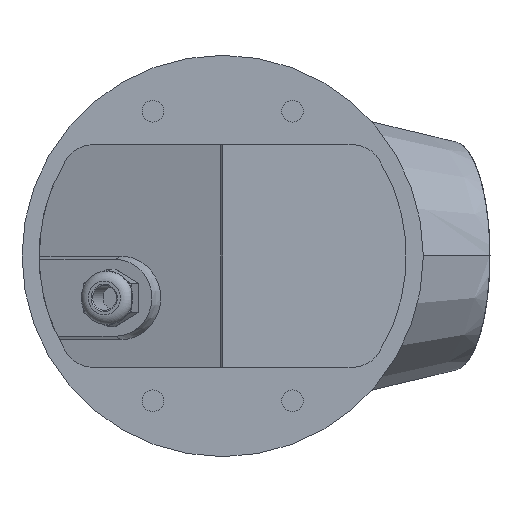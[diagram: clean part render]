
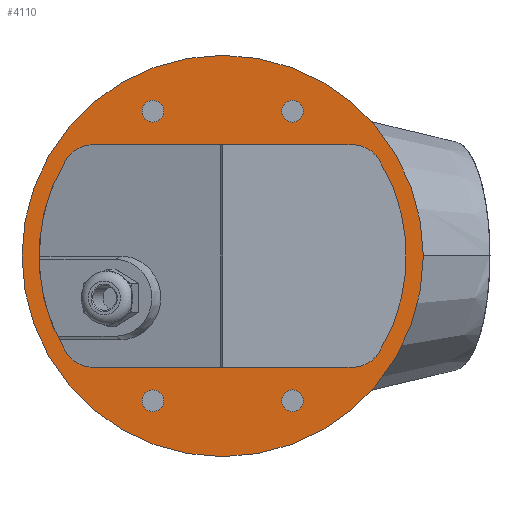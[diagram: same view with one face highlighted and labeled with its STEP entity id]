
A CAD part, left-side view. The second image highlights one B-rep face of the part: STEP entity #4110.
In plain terms, the highlighted planar face has unit normal (-1, 0, 0).
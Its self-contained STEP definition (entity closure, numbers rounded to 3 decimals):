
#3696=LINE('',#22841,#3888);
#3697=LINE('',#22849,#3889);
#3888=VECTOR('',#16371,1.);
#3889=VECTOR('',#16378,1.);
#4110=ADVANCED_FACE('',(#5144,#5145,#5146,#5147,#5148,#5149),#4946,.F.);
#4946=PLANE('',#15366);
#5144=FACE_BOUND('',#5319,.T.);
#5145=FACE_BOUND('',#5320,.T.);
#5146=FACE_BOUND('',#5321,.T.);
#5147=FACE_BOUND('',#5322,.T.);
#5148=FACE_BOUND('',#5323,.T.);
#5149=FACE_BOUND('',#5324,.T.);
#5319=EDGE_LOOP('',(#6457));
#5320=EDGE_LOOP('',(#6458));
#5321=EDGE_LOOP('',(#6459));
#5322=EDGE_LOOP('',(#6460));
#5323=EDGE_LOOP('',(#6461,#6462,#6463,#6464,#6465,#6466,#6467,#6468));
#5324=EDGE_LOOP('',(#6469));
#6457=ORIENTED_EDGE('',*,*,#12613,.T.);
#6458=ORIENTED_EDGE('',*,*,#12619,.T.);
#6459=ORIENTED_EDGE('',*,*,#12617,.T.);
#6460=ORIENTED_EDGE('',*,*,#12615,.T.);
#6461=ORIENTED_EDGE('',*,*,#12608,.T.);
#6462=ORIENTED_EDGE('',*,*,#12620,.T.);
#6463=ORIENTED_EDGE('',*,*,#12621,.T.);
#6464=ORIENTED_EDGE('',*,*,#12622,.T.);
#6465=ORIENTED_EDGE('',*,*,#12623,.T.);
#6466=ORIENTED_EDGE('',*,*,#12624,.T.);
#6467=ORIENTED_EDGE('',*,*,#12605,.T.);
#6468=ORIENTED_EDGE('',*,*,#12599,.T.);
#6469=ORIENTED_EDGE('',*,*,#12625,.F.);
#10997=VERTEX_POINT('',#22795);
#10998=VERTEX_POINT('',#22796);
#11001=VERTEX_POINT('',#22804);
#11004=VERTEX_POINT('',#22812);
#11008=VERTEX_POINT('',#22824);
#11010=VERTEX_POINT('',#22829);
#11012=VERTEX_POINT('',#22834);
#11014=VERTEX_POINT('',#22839);
#11015=VERTEX_POINT('',#22842);
#11016=VERTEX_POINT('',#22844);
#11017=VERTEX_POINT('',#22846);
#11018=VERTEX_POINT('',#22848);
#11019=VERTEX_POINT('',#22851);
#12599=EDGE_CURVE('',#10997,#10998,#14894,.T.);
#12605=EDGE_CURVE('',#11001,#10997,#14897,.T.);
#12608=EDGE_CURVE('',#10998,#11004,#14899,.T.);
#12613=EDGE_CURVE('',#11008,#11008,#14901,.T.);
#12615=EDGE_CURVE('',#11010,#11010,#14903,.T.);
#12617=EDGE_CURVE('',#11012,#11012,#14905,.T.);
#12619=EDGE_CURVE('',#11014,#11014,#14907,.T.);
#12620=EDGE_CURVE('',#11004,#11015,#3696,.T.);
#12621=EDGE_CURVE('',#11015,#11016,#14908,.T.);
#12622=EDGE_CURVE('',#11016,#11017,#14909,.T.);
#12623=EDGE_CURVE('',#11017,#11018,#14910,.T.);
#12624=EDGE_CURVE('',#11018,#11001,#3697,.T.);
#12625=EDGE_CURVE('',#11019,#11019,#14911,.T.);
#14894=CIRCLE('',#15340,52.665);
#14897=CIRCLE('',#15344,9.165);
#14899=CIRCLE('',#15347,9.165);
#14901=CIRCLE('',#15351,3.1);
#14903=CIRCLE('',#15354,3.1);
#14905=CIRCLE('',#15357,3.1);
#14907=CIRCLE('',#15360,3.1);
#14908=CIRCLE('',#15362,9.165);
#14909=CIRCLE('',#15363,52.665);
#14910=CIRCLE('',#15364,9.165);
#14911=CIRCLE('',#15365,57.5);
#15340=AXIS2_PLACEMENT_3D('',#22794,#16320,#16321);
#15344=AXIS2_PLACEMENT_3D('',#22807,#16331,#16332);
#15347=AXIS2_PLACEMENT_3D('',#22813,#16338,#16339);
#15351=AXIS2_PLACEMENT_3D('',#22823,#16349,#16350);
#15354=AXIS2_PLACEMENT_3D('',#22828,#16355,#16356);
#15357=AXIS2_PLACEMENT_3D('',#22833,#16361,#16362);
#15360=AXIS2_PLACEMENT_3D('',#22838,#16367,#16368);
#15362=AXIS2_PLACEMENT_3D('',#22843,#16372,#16373);
#15363=AXIS2_PLACEMENT_3D('',#22845,#16374,#16375);
#15364=AXIS2_PLACEMENT_3D('',#22847,#16376,#16377);
#15365=AXIS2_PLACEMENT_3D('',#22850,#16379,#16380);
#15366=AXIS2_PLACEMENT_3D('',#22852,#16381,#16382);
#16320=DIRECTION('',(1.,0.,0.));
#16321=DIRECTION('',(0.,0.,-1.));
#16331=DIRECTION('',(1.,0.,0.));
#16332=DIRECTION('',(0.,0.,-1.));
#16338=DIRECTION('',(1.,0.,0.));
#16339=DIRECTION('',(0.,0.,-1.));
#16349=DIRECTION('',(1.,0.,0.));
#16350=DIRECTION('',(0.,0.,-1.));
#16355=DIRECTION('',(1.,0.,0.));
#16356=DIRECTION('',(0.,0.,-1.));
#16361=DIRECTION('',(1.,0.,0.));
#16362=DIRECTION('',(0.,0.,-1.));
#16367=DIRECTION('',(1.,0.,0.));
#16368=DIRECTION('',(0.,0.,-1.));
#16371=DIRECTION('',(0.,1.,0.));
#16372=DIRECTION('',(1.,0.,0.));
#16373=DIRECTION('',(0.,0.,-1.));
#16374=DIRECTION('',(1.,0.,0.));
#16375=DIRECTION('',(0.,0.,-1.));
#16376=DIRECTION('',(1.,0.,0.));
#16377=DIRECTION('',(0.,0.,-1.));
#16378=DIRECTION('',(0.,-1.,0.));
#16379=DIRECTION('',(1.,0.,0.));
#16380=DIRECTION('',(0.,0.,-1.));
#16381=DIRECTION('',(1.,0.,0.));
#16382=DIRECTION('',(0.,0.,-1.));
#22794=CARTESIAN_POINT('',(-177.3,0.,0.));
#22795=CARTESIAN_POINT('',(-177.3,-44.888,27.543));
#22796=CARTESIAN_POINT('',(-177.3,-44.888,-27.543));
#22804=CARTESIAN_POINT('',(-177.3,-37.077,31.915));
#22807=CARTESIAN_POINT('',(-177.3,-37.077,22.75));
#22812=CARTESIAN_POINT('',(-177.3,-37.077,-31.915));
#22813=CARTESIAN_POINT('',(-177.3,-37.077,-22.75));
#22823=CARTESIAN_POINT('',(-177.3,-20.,41.5));
#22824=CARTESIAN_POINT('',(-177.3,-20.,38.4));
#22828=CARTESIAN_POINT('',(-177.3,-20.,-41.5));
#22829=CARTESIAN_POINT('',(-177.3,-20.,-44.6));
#22833=CARTESIAN_POINT('',(-177.3,20.,-41.5));
#22834=CARTESIAN_POINT('',(-177.3,20.,-44.6));
#22838=CARTESIAN_POINT('',(-177.3,20.,41.5));
#22839=CARTESIAN_POINT('',(-177.3,20.,38.4));
#22841=CARTESIAN_POINT('',(-177.3,0.,-31.915));
#22842=CARTESIAN_POINT('',(-177.3,37.077,-31.915));
#22843=CARTESIAN_POINT('',(-177.3,37.077,-22.75));
#22844=CARTESIAN_POINT('',(-177.3,44.888,-27.543));
#22845=CARTESIAN_POINT('',(-177.3,0.,0.));
#22846=CARTESIAN_POINT('',(-177.3,44.888,27.543));
#22847=CARTESIAN_POINT('',(-177.3,37.077,22.75));
#22848=CARTESIAN_POINT('',(-177.3,37.077,31.915));
#22849=CARTESIAN_POINT('',(-177.3,0.,31.915));
#22850=CARTESIAN_POINT('',(-177.3,0.,0.));
#22851=CARTESIAN_POINT('',(-177.3,0.,-57.5));
#22852=CARTESIAN_POINT('',(-177.3,0.,0.));
